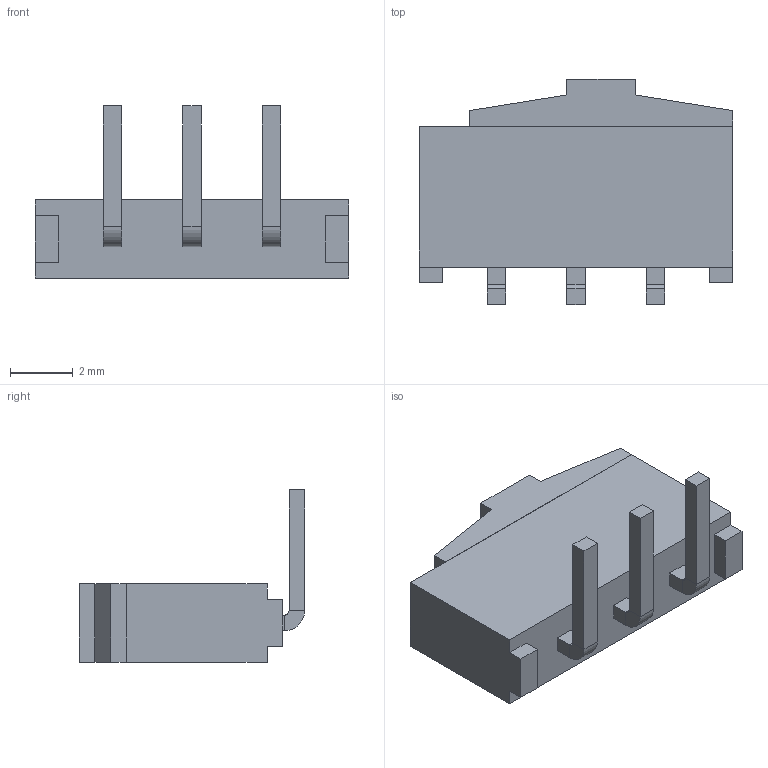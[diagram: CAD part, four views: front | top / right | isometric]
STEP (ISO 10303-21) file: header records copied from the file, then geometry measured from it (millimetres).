
FILE_DESCRIPTION (( 'STEP AP214' ), '1' );
FILE_NAME ('ESP2010.STEP', '2024-11-15T08:49:21', ( '' ), ( '' ), 'SwSTEP 2.0', 'SolidWorks 2022', '' );
FILE_SCHEMA (( 'AUTOMOTIVE_DESIGN' ));
Length unit declared in the file: millimetre
Products named in the file (1): ESP2010
Bounding box: 10 x 7.2 x 5.5 mm (x, y, z)
Volume: 138 mm3; surface area: 263.3 mm2
Topology: 2 solids, 2 shells, 63 faces, 144 edges, 88 vertices
Faces by surface type: plane 57, cylinder 6
Entity records: 2190 total; most frequent: CARTESIAN_POINT 296, ORIENTED_EDGE 288, DIRECTION 284, EDGE_CURVE 144, LINE 132, VECTOR 132, VERTEX_POINT 88, AXIS2_PLACEMENT_3D 76
